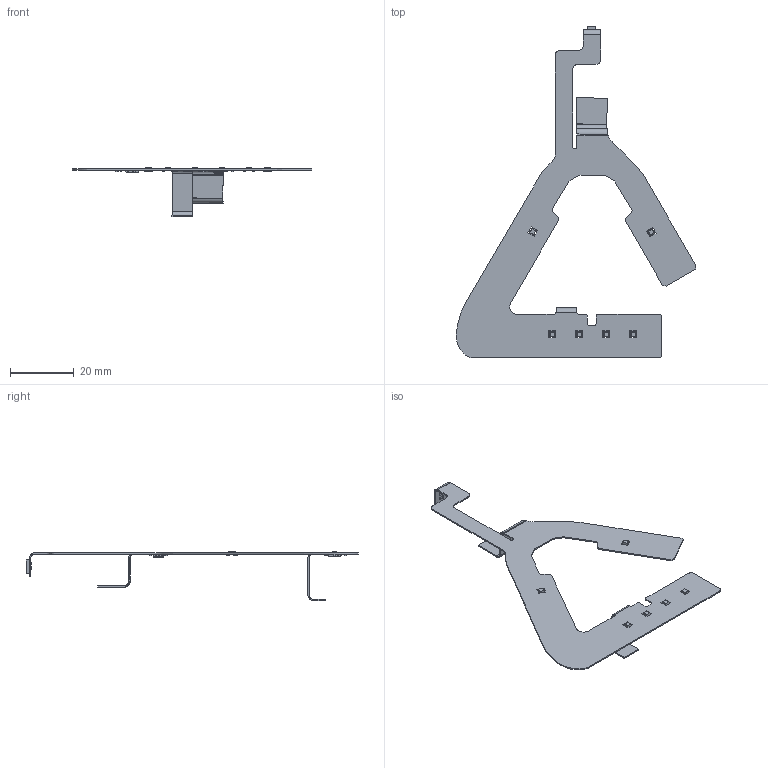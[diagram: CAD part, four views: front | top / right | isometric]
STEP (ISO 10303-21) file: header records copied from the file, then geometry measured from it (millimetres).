
FILE_DESCRIPTION(('Open CASCADE Model'),'2;1');
FILE_NAME('Open CASCADE Shape Model','2019-02-10T13:12:30',('Author'),( 'Open CASCADE'),'Open CASCADE STEP processor 6.8','Open CASCADE 6.8' ,'Unknown');
FILE_SCHEMA(('AUTOMOTIVE_DESIGN { 1 0 10303 214 1 1 1 1 }'));
Length unit declared in the file: millimetre
Products named in the file (59): PCB; Board; C4; 5848944448; Extruded; C2; U7; 5848945024; Cylinder; 5848944832; 5848944640; U3; User_Library-WQFN-24; U1; 6096317760; Open_CASCADE_STEP_translator_6.8_2.1; Body; Open_CASCADE_STEP_translator_6.8_2.2.1; Leader; R11; R0402; R10; R7; R6; R5; R4; 5848944256; R2; R1; D6; User_Library-LTST-C230KGKT; D5; D4; D3; D2; D1; C18; 5848944064; 5848943872; C17 ...
Assembly tree (94 placements, depth 5):
  PCB
    Board
    C4
      5848944448
        Extruded
    C2
      5848944448
        Extruded
    U7
      5848945024
        Cylinder
      5848944832
        Cylinder
      5848944640
        Extruded
    U3
      User_Library-WQFN-24
    U1
      6096317760
        Open_CASCADE_STEP_translator_6.8_2.1
        Body
          Open_CASCADE_STEP_translator_6.8_2.2.1
        Leader  x10
    R11
      R0402
    R10
      R0402
    R7
      R0402
    R6
      R0402
    R5
      5848944448
        Extruded
    R4
      5848944256
        Extruded
    R2
      5848944448
        Extruded
    R1
      5848944448
        Extruded
    D6
      User_Library-LTST-C230KGKT
    D5
      User_Library-LTST-C230KGKT
    D4
      User_Library-LTST-C230KGKT
    D3
      User_Library-LTST-C230KGKT
    D2
      User_Library-LTST-C230KGKT
    D1
      User_Library-LTST-C230KGKT
    C18
      5848944064
        Extruded
      5848943872  x2
        Extruded
Bounding box: 75.42 x 104.46 x 15.42 mm (x, y, z)
Volume: 1141.1 mm3; surface area: 6098 mm2
Topology: 98 solids, 101 shells, 1797 faces, 4467 edges, 2875 vertices
Faces by surface type: plane 1466, cylinder 222, bspline 75, sphere 34
Full cylindrical faces by diameter (mm): 0.388 x1, 0.5 x2
Entity records: 32824 total; most frequent: CARTESIAN_POINT 7906, ORIENTED_EDGE 4543, DIRECTION 4028, EDGE_CURVE 2272, LINE 1920, VECTOR 1920, VERTEX_POINT 1517, AXIS2_PLACEMENT_3D 1054
